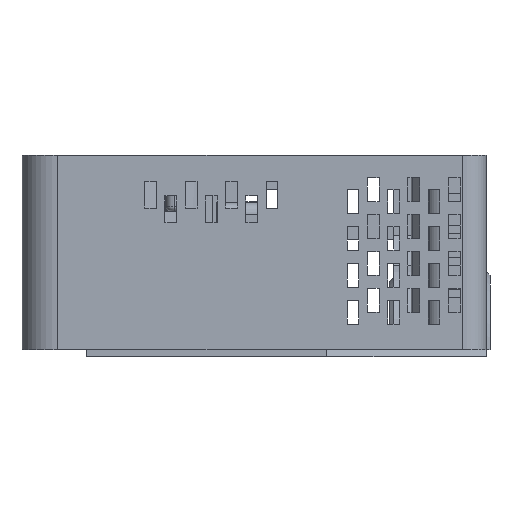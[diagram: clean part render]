
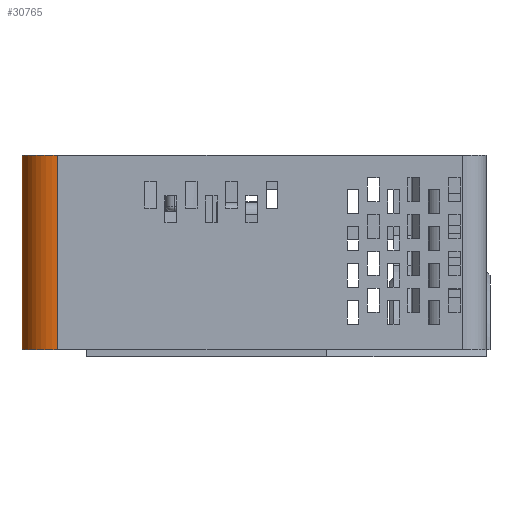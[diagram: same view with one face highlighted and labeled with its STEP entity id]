
A CAD part, left-side view. The second image highlights one B-rep face of the part: STEP entity #30765.
In plain terms, the highlighted cylindrical face has radius 6 mm (diameter 12 mm), a partial arc.
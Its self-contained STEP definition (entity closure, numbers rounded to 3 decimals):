
#305 = DIRECTION ( 'NONE',  ( -1., 0., 0. ) ) ;
#820 = AXIS2_PLACEMENT_3D ( 'NONE', #38363, #16706, #22496 ) ;
#906 = CARTESIAN_POINT ( 'NONE',  ( -72.688, 97.729, -141.045 ) ) ;
#3200 = CARTESIAN_POINT ( 'NONE',  ( -72.688, 97.729, -108.345 ) ) ;
#4542 = ORIENTED_EDGE ( 'NONE', *, *, #40569, .F. ) ;
#4687 = ORIENTED_EDGE ( 'NONE', *, *, #27675, .T. ) ;
#5585 = LINE ( 'NONE', #18179, #38691 ) ;
#6075 = VERTEX_POINT ( 'NONE', #19196 ) ;
#7730 = LINE ( 'NONE', #20327, #37359 ) ;
#9827 = EDGE_LOOP ( 'NONE', ( #4687, #37075, #37023, #4542 ) ) ;
#10267 = AXIS2_PLACEMENT_3D ( 'NONE', #906, #17406, #29975 ) ;
#10685 = VERTEX_POINT ( 'NONE', #37355 ) ;
#12636 = CARTESIAN_POINT ( 'NONE',  ( -78.688, 97.729, -141.045 ) ) ;
#14667 = CIRCLE ( 'NONE', #820, 6. ) ;
#15792 = DIRECTION ( 'NONE',  ( 0., 0., -1. ) ) ;
#16706 = DIRECTION ( 'NONE',  ( 0., 0., -1. ) ) ;
#16952 = EDGE_CURVE ( 'NONE', #10685, #19157, #7730, .T. ) ;
#17406 = DIRECTION ( 'NONE',  ( 0., 0., -1. ) ) ;
#18179 = CARTESIAN_POINT ( 'NONE',  ( -78.688, 97.729, -108.345 ) ) ;
#18347 = AXIS2_PLACEMENT_3D ( 'NONE', #3200, #15792, #305 ) ;
#18716 = CARTESIAN_POINT ( 'NONE',  ( -68.032, 101.513, -141.045 ) ) ;
#18894 = CYLINDRICAL_SURFACE ( 'NONE', #18347, 6. ) ;
#19157 = VERTEX_POINT ( 'NONE', #18716 ) ;
#19196 = CARTESIAN_POINT ( 'NONE',  ( -78.688, 97.729, -108.345 ) ) ;
#20327 = CARTESIAN_POINT ( 'NONE',  ( -68.032, 101.513, -108.345 ) ) ;
#21997 = FACE_OUTER_BOUND ( 'NONE', #9827, .T. ) ;
#22136 = EDGE_CURVE ( 'NONE', #22362, #19157, #28071, .T. ) ;
#22362 = VERTEX_POINT ( 'NONE', #12636 ) ;
#22496 = DIRECTION ( 'NONE',  ( -1., 0., 0. ) ) ;
#27675 = EDGE_CURVE ( 'NONE', #6075, #10685, #14667, .T. ) ;
#28071 = CIRCLE ( 'NONE', #10267, 6. ) ;
#29975 = DIRECTION ( 'NONE',  ( -1., 0., 0. ) ) ;
#30765 = ADVANCED_FACE ( 'NONE', ( #21997 ), #18894, .T. ) ;
#32899 = DIRECTION ( 'NONE',  ( 0., 0., -1. ) ) ;
#37023 = ORIENTED_EDGE ( 'NONE', *, *, #22136, .F. ) ;
#37075 = ORIENTED_EDGE ( 'NONE', *, *, #16952, .T. ) ;
#37355 = CARTESIAN_POINT ( 'NONE',  ( -68.032, 101.513, -108.345 ) ) ;
#37359 = VECTOR ( 'NONE', #32899, 1000. ) ;
#38363 = CARTESIAN_POINT ( 'NONE',  ( -72.688, 97.729, -108.345 ) ) ;
#38691 = VECTOR ( 'NONE', #40240, 1000. ) ;
#40240 = DIRECTION ( 'NONE',  ( 0., 0., -1. ) ) ;
#40569 = EDGE_CURVE ( 'NONE', #6075, #22362, #5585, .T. ) ;
